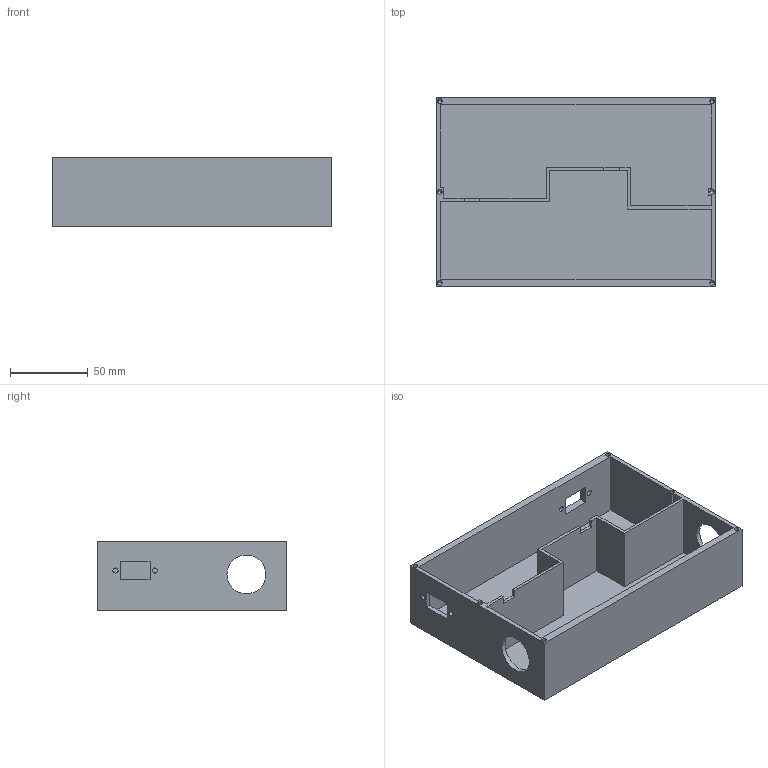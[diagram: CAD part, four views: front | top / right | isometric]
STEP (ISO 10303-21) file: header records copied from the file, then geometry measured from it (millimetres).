
FILE_DESCRIPTION (( 'STEP AP203' ), '1' );
FILE_NAME ('Grundkörper.STEP', '2023-03-22T15:35:48', ( '' ), ( '' ), 'SwSTEP 2.0', 'SolidWorks 2021', '' );
FILE_SCHEMA (( 'CONFIG_CONTROL_DESIGN' ));
Length unit declared in the file: millimetre
Products named in the file (1): Grundkörper
Bounding box: 180 x 122 x 45 mm (x, y, z)
Volume: 183296.5 mm3; surface area: 112355.5 mm2
Topology: 1 solids, 1 shells, 81 faces, 222 edges, 138 vertices
Faces by surface type: plane 45, cylinder 24, cone 12
Entity records: 2573 total; most frequent: CARTESIAN_POINT 430, DIRECTION 422, ORIENTED_EDGE 420, EDGE_CURVE 210, VECTOR 162, LINE 162, VERTEX_POINT 138, AXIS2_PLACEMENT_3D 130
